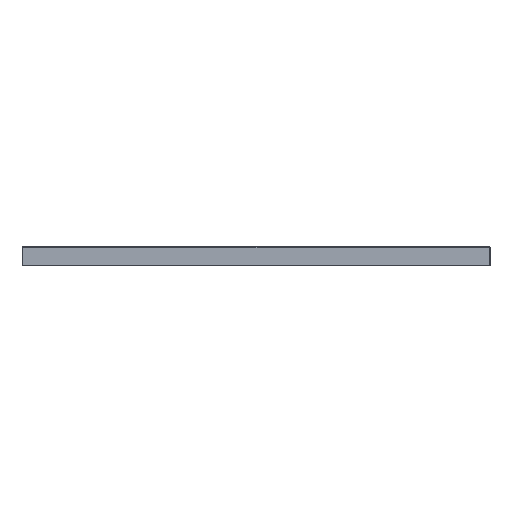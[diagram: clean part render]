
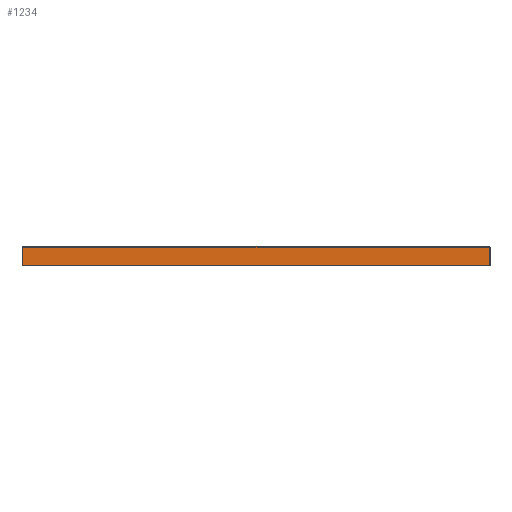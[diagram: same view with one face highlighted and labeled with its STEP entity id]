
A CAD part, left-side view. The second image highlights one B-rep face of the part: STEP entity #1234.
In plain terms, the highlighted planar face has unit normal (-1, 0, 0).
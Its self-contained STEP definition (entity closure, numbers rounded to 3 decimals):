
#416=B_SPLINE_CURVE_WITH_KNOTS('',3,(#25483,#25484,#25485,#25486,#25487,
#25488,#25489,#25490,#25491,#25492),.UNSPECIFIED.,.F.,.F.,(4,2,1,1,1,1,
4),(0.,0.031,0.062,0.125,0.25,0.5,1.),.UNSPECIFIED.);
#417=B_SPLINE_CURVE_WITH_KNOTS('',3,(#25495,#25496,#25497,#25498,#25499,
#25500,#25501,#25502,#25503,#25504,#25505,#25506,#25507),.UNSPECIFIED.,
 .F.,.F.,(4,2,2,1,2,2,4),(0.,0.5,0.75,0.875,0.938,0.969,1.),
 .UNSPECIFIED.);
#858=FACE_OUTER_BOUND('',#1828,.T.);
#1234=ADVANCED_FACE('',(#858),#1527,.T.);
#1527=PLANE('',#7042);
#1828=EDGE_LOOP('',(#3392,#3393,#3394,#3395,#3396));
#3392=ORIENTED_EDGE('',*,*,#5547,.T.);
#3393=ORIENTED_EDGE('',*,*,#5548,.T.);
#3394=ORIENTED_EDGE('',*,*,#5549,.T.);
#3395=ORIENTED_EDGE('',*,*,#5550,.F.);
#3396=ORIENTED_EDGE('',*,*,#5551,.T.);
#4764=VERTEX_POINT('',#25493);
#4765=VERTEX_POINT('',#25494);
#4766=VERTEX_POINT('',#25508);
#4767=VERTEX_POINT('',#25510);
#4768=VERTEX_POINT('',#25512);
#5547=EDGE_CURVE('',#4764,#4765,#416,.T.);
#5548=EDGE_CURVE('',#4765,#4766,#417,.T.);
#5549=EDGE_CURVE('',#4766,#4767,#6254,.T.);
#5550=EDGE_CURVE('',#4768,#4767,#6255,.T.);
#5551=EDGE_CURVE('',#4768,#4764,#6256,.T.);
#6254=LINE('',#25509,#6650);
#6255=LINE('',#25511,#6651);
#6256=LINE('',#25513,#6652);
#6650=VECTOR('',#8218,1.);
#6651=VECTOR('',#8219,1.);
#6652=VECTOR('',#8220,1.);
#7042=AXIS2_PLACEMENT_3D('',#25514,#8221,#8222);
#8218=DIRECTION('',(0.,0.,-1.));
#8219=DIRECTION('',(0.,1.,0.));
#8220=DIRECTION('',(0.,0.,1.));
#8221=DIRECTION('',(-1.,0.,0.));
#8222=DIRECTION('',(0.,0.,1.));
#25483=CARTESIAN_POINT('',(-200.,-498.5,38.481));
#25484=CARTESIAN_POINT('',(-200.,-493.307,38.425));
#25485=CARTESIAN_POINT('',(-200.,-488.115,38.464));
#25486=CARTESIAN_POINT('',(-200.,-477.729,38.464));
#25487=CARTESIAN_POINT('',(-200.,-462.151,38.464));
#25488=CARTESIAN_POINT('',(-200.,-425.802,38.464));
#25489=CARTESIAN_POINT('',(-200.,-353.104,38.464));
#25490=CARTESIAN_POINT('',(-200.,-207.708,38.464));
#25491=CARTESIAN_POINT('',(-200.,-83.083,38.464));
#25492=CARTESIAN_POINT('',(-200.,0.,38.464));
#25493=CARTESIAN_POINT('',(-200.,-498.5,38.481));
#25494=CARTESIAN_POINT('',(-200.,0.,38.464));
#25495=CARTESIAN_POINT('',(-200.,0.,38.464));
#25496=CARTESIAN_POINT('',(-200.,83.083,38.464));
#25497=CARTESIAN_POINT('',(-200.,166.167,38.464));
#25498=CARTESIAN_POINT('',(-200.,290.792,38.464));
#25499=CARTESIAN_POINT('',(-200.,332.333,38.464));
#25500=CARTESIAN_POINT('',(-200.,394.646,38.464));
#25501=CARTESIAN_POINT('',(-200.,425.802,38.464));
#25502=CARTESIAN_POINT('',(-200.,456.958,38.464));
#25503=CARTESIAN_POINT('',(-200.,472.536,38.464));
#25504=CARTESIAN_POINT('',(-200.,477.729,38.464));
#25505=CARTESIAN_POINT('',(-200.,488.115,38.464));
#25506=CARTESIAN_POINT('',(-200.,493.307,38.425));
#25507=CARTESIAN_POINT('',(-200.,498.5,38.481));
#25508=CARTESIAN_POINT('',(-200.,498.5,38.481));
#25509=CARTESIAN_POINT('',(-200.,498.5,39.));
#25510=CARTESIAN_POINT('',(-200.,498.5,0.));
#25511=CARTESIAN_POINT('',(-200.,-500.,0.));
#25512=CARTESIAN_POINT('',(-200.,-498.5,0.));
#25513=CARTESIAN_POINT('',(-200.,-498.5,39.));
#25514=CARTESIAN_POINT('',(-200.,-500.,39.));
